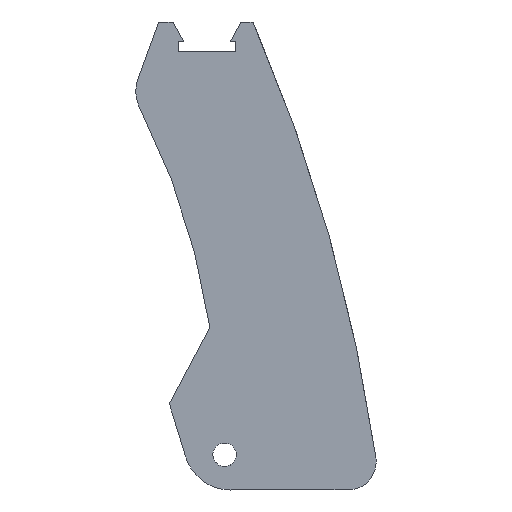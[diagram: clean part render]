
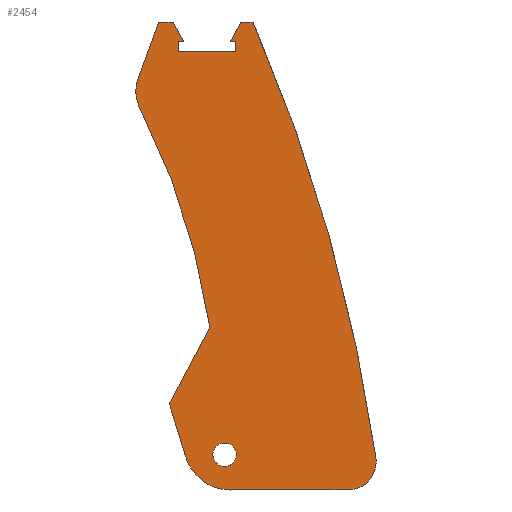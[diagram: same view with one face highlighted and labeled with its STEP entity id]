
A CAD part, left-side view. The second image highlights one B-rep face of the part: STEP entity #2454.
In plain terms, the highlighted face is planar.
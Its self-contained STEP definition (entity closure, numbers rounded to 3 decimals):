
#104=CARTESIAN_POINT('',(-1.155,68.792,19.059));
#105=VERTEX_POINT('',#104);
#106=CARTESIAN_POINT('',(-2.274,70.897,19.059));
#107=VERTEX_POINT('',#106);
#108=CARTESIAN_POINT('',(-1.155,68.792,19.059));
#109=DIRECTION('',(-0.47,0.883,0.));
#110=VECTOR('',#109,2.384);
#111=LINE('',#108,#110);
#112=EDGE_CURVE('',#105,#107,#111,.T.);
#154=CARTESIAN_POINT('',(8.695,64.865,19.059));
#155=VERTEX_POINT('',#154);
#162=CARTESIAN_POINT('',(6.5,70.897,19.059));
#163=VERTEX_POINT('',#162);
#164=CARTESIAN_POINT('',(6.5,70.897,19.059));
#165=DIRECTION('',(0.342,-0.94,0.));
#166=VECTOR('',#165,6.418);
#167=LINE('',#164,#166);
#168=EDGE_CURVE('',#163,#155,#167,.T.);
#382=CARTESIAN_POINT('',(4.4,68.792,19.059));
#383=VERTEX_POINT('',#382);
#384=CARTESIAN_POINT('',(3.829,68.792,19.059));
#385=VERTEX_POINT('',#384);
#386=CARTESIAN_POINT('',(4.4,68.792,19.059));
#387=DIRECTION('',(-1.,0.,-0.));
#388=VECTOR('',#387,0.57);
#389=LINE('',#386,#388);
#390=EDGE_CURVE('',#383,#385,#389,.T.);
#638=CARTESIAN_POINT('',(4.4,67.722,19.059));
#639=VERTEX_POINT('',#638);
#640=CARTESIAN_POINT('',(4.4,68.792,19.059));
#641=DIRECTION('',(0.,-1.,0.));
#642=VECTOR('',#641,1.07);
#643=LINE('',#640,#642);
#644=EDGE_CURVE('',#383,#639,#643,.T.);
#713=CARTESIAN_POINT('',(5.345,30.137,19.059));
#714=VERTEX_POINT('',#713);
#715=CARTESIAN_POINT('',(1.028,38.259,19.059));
#716=VERTEX_POINT('',#715);
#717=CARTESIAN_POINT('',(5.345,30.137,19.059));
#718=DIRECTION('',(-0.469,0.883,-0.));
#719=VECTOR('',#718,9.198);
#720=LINE('',#717,#719);
#721=EDGE_CURVE('',#714,#716,#720,.T.);
#755=CARTESIAN_POINT('',(3.616,24.485,19.059));
#756=VERTEX_POINT('',#755);
#763=CARTESIAN_POINT('',(3.616,24.485,19.059));
#764=DIRECTION('',(0.292,0.956,0.));
#765=VECTOR('',#764,5.911);
#766=LINE('',#763,#765);
#767=EDGE_CURVE('',#756,#714,#766,.T.);
#893=CARTESIAN_POINT('',(0.71,24.697,19.059));
#894=VERTEX_POINT('',#893);
#901=CARTESIAN_POINT('',(-1.79,24.697,19.059));
#902=VERTEX_POINT('',#901);
#903=CARTESIAN_POINT('',(-0.54,24.697,19.059));
#904=DIRECTION('',(-0.,0.,1.));
#905=DIRECTION('',(1.,0.,0.));
#906=AXIS2_PLACEMENT_3D('',#903,#904,#905);
#907=CIRCLE('',#906,1.25);
#908=EDGE_CURVE('',#902,#894,#907,.T.);
#966=CARTESIAN_POINT('',(-1.165,20.947,19.059));
#967=VERTEX_POINT('',#966);
#982=CARTESIAN_POINT('',(-13.723,20.948,19.059));
#983=VERTEX_POINT('',#982);
#990=CARTESIAN_POINT('',(-1.165,20.947,19.059));
#991=DIRECTION('',(-1.,0.,-0.));
#992=VECTOR('',#991,12.558);
#993=LINE('',#990,#992);
#994=EDGE_CURVE('',#967,#983,#993,.T.);
#1036=CARTESIAN_POINT('',(8.5,61.681,19.059));
#1037=VERTEX_POINT('',#1036);
#1038=CARTESIAN_POINT('',(76.215,27.177,19.059));
#1039=DIRECTION('',(0.,0.,1.));
#1040=DIRECTION('',(1.,0.,-0.));
#1041=AXIS2_PLACEMENT_3D('',#1038,#1039,#1040);
#1042=CIRCLE('',#1041,76.);
#1043=EDGE_CURVE('',#1037,#716,#1042,.T.);
#1471=CARTESIAN_POINT('',(-3.576,70.897,19.059));
#1472=VERTEX_POINT('',#1471);
#1473=CARTESIAN_POINT('',(-2.274,70.897,19.059));
#1474=DIRECTION('',(-1.,0.,0.));
#1475=VECTOR('',#1474,1.302);
#1476=LINE('',#1473,#1475);
#1477=EDGE_CURVE('',#107,#1472,#1476,.T.);
#1495=CARTESIAN_POINT('',(8.936,63.497,19.059));
#1496=VERTEX_POINT('',#1495);
#1503=CARTESIAN_POINT('',(4.936,63.497,19.059));
#1504=DIRECTION('',(0.,0.,1.));
#1505=DIRECTION('',(1.,0.,-0.));
#1506=AXIS2_PLACEMENT_3D('',#1503,#1504,#1505);
#1507=CIRCLE('',#1506,4.);
#1508=EDGE_CURVE('',#1496,#155,#1507,.T.);
#1529=CARTESIAN_POINT('',(-16.693,24.372,19.059));
#1530=VERTEX_POINT('',#1529);
#1531=CARTESIAN_POINT('',(163.486,-1.313,19.059));
#1532=DIRECTION('',(0.,0.,1.));
#1533=DIRECTION('',(1.,0.,-0.));
#1534=AXIS2_PLACEMENT_3D('',#1531,#1532,#1533);
#1535=CIRCLE('',#1534,182.);
#1536=EDGE_CURVE('',#1472,#1530,#1535,.T.);
#1680=CARTESIAN_POINT('',(-1.725,67.722,19.059));
#1681=VERTEX_POINT('',#1680);
#1682=CARTESIAN_POINT('',(-1.725,67.722,19.059));
#1683=DIRECTION('',(1.,0.,0.));
#1684=VECTOR('',#1683,6.125);
#1685=LINE('',#1682,#1684);
#1686=EDGE_CURVE('',#1681,#639,#1685,.T.);
#1945=CARTESIAN_POINT('',(-16.723,23.949,19.059));
#1946=VERTEX_POINT('',#1945);
#1953=CARTESIAN_POINT('',(-13.723,23.948,19.059));
#1954=DIRECTION('',(0.,0.,1.));
#1955=DIRECTION('',(1.,0.,-0.));
#1956=AXIS2_PLACEMENT_3D('',#1953,#1954,#1955);
#1957=CIRCLE('',#1956,3.);
#1958=EDGE_CURVE('',#1946,#983,#1957,.T.);
#2201=CARTESIAN_POINT('',(-1.725,68.792,19.059));
#2202=VERTEX_POINT('',#2201);
#2209=CARTESIAN_POINT('',(-1.155,68.792,19.059));
#2210=DIRECTION('',(-1.,0.,0.));
#2211=VECTOR('',#2210,0.57);
#2212=LINE('',#2209,#2211);
#2213=EDGE_CURVE('',#105,#2202,#2212,.T.);
#2285=CARTESIAN_POINT('',(4.949,70.897,19.059));
#2286=VERTEX_POINT('',#2285);
#2287=CARTESIAN_POINT('',(6.5,70.897,19.059));
#2288=DIRECTION('',(-1.,0.,-0.));
#2289=VECTOR('',#2288,1.551);
#2290=LINE('',#2287,#2289);
#2291=EDGE_CURVE('',#163,#2286,#2290,.T.);
#2332=CARTESIAN_POINT('',(-1.725,67.722,19.059));
#2333=DIRECTION('',(0.,1.,0.));
#2334=VECTOR('',#2333,1.07);
#2335=LINE('',#2332,#2334);
#2336=EDGE_CURVE('',#1681,#2202,#2335,.T.);
#2378=CARTESIAN_POINT('',(4.949,70.897,19.059));
#2379=DIRECTION('',(-0.47,-0.883,-0.));
#2380=VECTOR('',#2379,2.384);
#2381=LINE('',#2378,#2380);
#2382=EDGE_CURVE('',#2286,#385,#2381,.T.);
#2399=CARTESIAN_POINT('',(1.228,67.209,19.059));
#2400=DIRECTION('',(0.,0.,-1.));
#2401=DIRECTION('',(-0.978,-0.208,-0.));
#2402=AXIS2_PLACEMENT_3D('',#2399,#2400,#2401);
#2403=PLANE('',#2402);
#2404=ORIENTED_EDGE('',*,*,#908,.T.);
#2405=CARTESIAN_POINT('',(-0.54,24.697,19.059));
#2406=DIRECTION('',(-0.,0.,1.));
#2407=DIRECTION('',(1.,0.,0.));
#2408=AXIS2_PLACEMENT_3D('',#2405,#2406,#2407);
#2409=CIRCLE('',#2408,1.25);
#2410=EDGE_CURVE('',#894,#902,#2409,.T.);
#2411=ORIENTED_EDGE('',*,*,#2410,.T.);
#2412=EDGE_LOOP('',(#2404,#2411));
#2413=FACE_BOUND('',#2412,.T.);
#2414=ORIENTED_EDGE('',*,*,#994,.T.);
#2415=ORIENTED_EDGE('',*,*,#1958,.F.);
#2416=CARTESIAN_POINT('',(-13.723,23.948,19.059));
#2417=DIRECTION('',(0.,0.,1.));
#2418=DIRECTION('',(1.,0.,-0.));
#2419=AXIS2_PLACEMENT_3D('',#2416,#2417,#2418);
#2420=CIRCLE('',#2419,3.);
#2421=EDGE_CURVE('',#1530,#1946,#2420,.T.);
#2422=ORIENTED_EDGE('',*,*,#2421,.F.);
#2423=ORIENTED_EDGE('',*,*,#1536,.F.);
#2424=ORIENTED_EDGE('',*,*,#1477,.F.);
#2425=ORIENTED_EDGE('',*,*,#112,.F.);
#2426=ORIENTED_EDGE('',*,*,#2213,.T.);
#2427=ORIENTED_EDGE('',*,*,#2336,.F.);
#2428=ORIENTED_EDGE('',*,*,#1686,.T.);
#2429=ORIENTED_EDGE('',*,*,#644,.F.);
#2430=ORIENTED_EDGE('',*,*,#390,.T.);
#2431=ORIENTED_EDGE('',*,*,#2382,.F.);
#2432=ORIENTED_EDGE('',*,*,#2291,.F.);
#2433=ORIENTED_EDGE('',*,*,#168,.T.);
#2434=ORIENTED_EDGE('',*,*,#1508,.F.);
#2435=CARTESIAN_POINT('',(4.936,63.497,19.059));
#2436=DIRECTION('',(0.,0.,1.));
#2437=DIRECTION('',(1.,0.,-0.));
#2438=AXIS2_PLACEMENT_3D('',#2435,#2436,#2437);
#2439=CIRCLE('',#2438,4.);
#2440=EDGE_CURVE('',#1037,#1496,#2439,.T.);
#2441=ORIENTED_EDGE('',*,*,#2440,.F.);
#2442=ORIENTED_EDGE('',*,*,#1043,.T.);
#2443=ORIENTED_EDGE('',*,*,#721,.F.);
#2444=ORIENTED_EDGE('',*,*,#767,.F.);
#2445=CARTESIAN_POINT('',(-1.165,25.947,19.059));
#2446=DIRECTION('',(0.,0.,1.));
#2447=DIRECTION('',(1.,0.,-0.));
#2448=AXIS2_PLACEMENT_3D('',#2445,#2446,#2447);
#2449=CIRCLE('',#2448,5.);
#2450=EDGE_CURVE('',#967,#756,#2449,.T.);
#2451=ORIENTED_EDGE('',*,*,#2450,.F.);
#2452=EDGE_LOOP('',(#2414,#2415,#2422,#2423,#2424,#2425,#2426,#2427,#2428,#2429,#2430,#2431,#2432,#2433,#2434,#2441,#2442,#2443,#2444,#2451));
#2453=FACE_BOUND('',#2452,.T.);
#2454=ADVANCED_FACE('',(#2413,#2453),#2403,.T.);
